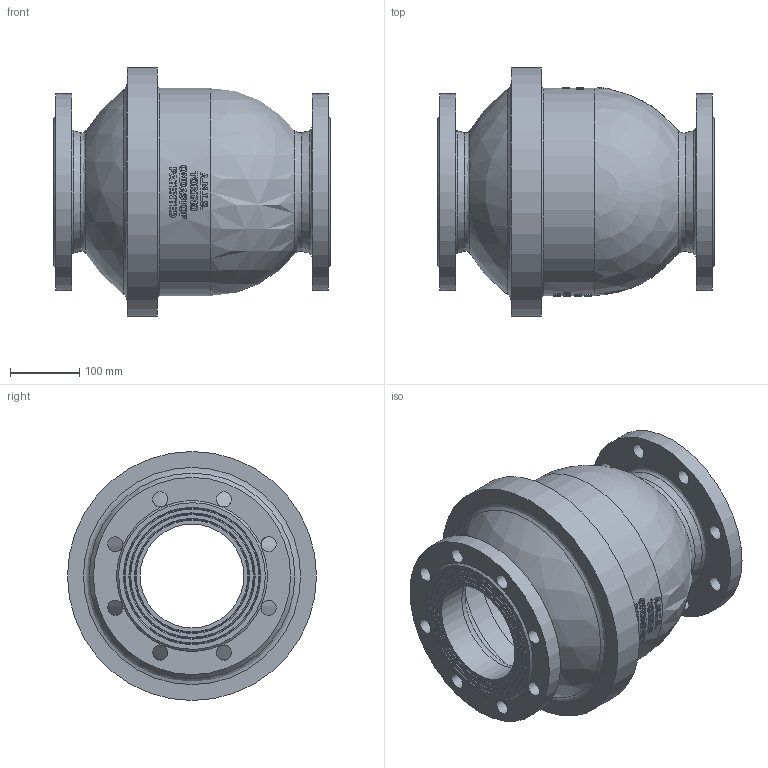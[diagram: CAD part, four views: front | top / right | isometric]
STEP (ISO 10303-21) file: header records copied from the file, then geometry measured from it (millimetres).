
FILE_DESCRIPTION((''),'2;1');
FILE_NAME('ONDASTOP DN 150 SHAPE.stp','2018-10-25T11:03:51',('BonifantiL'),(''),'Autodesk Inventor 2008','Autodesk Inventor 2008','');
FILE_SCHEMA(('AUTOMOTIVE_DESIGN { 1 0 10303 214 1 1 1 1 }'));
Length unit declared in the file: millimetre
Products named in the file (1): ONDASTOP DN 150 SHAPE
Bounding box: 400 x 360 x 360 mm (x, y, z)
Volume: 7118961.2 mm3; surface area: 945343.2 mm2
Topology: 1 solids, 1 shells, 608 faces, 1635 edges, 1082 vertices
Faces by surface type: plane 310, bspline 198, cylinder 79, cone 16, sphere 3, torus 2
Full cylindrical faces by diameter (mm): 22 x16, 150 x2, 230 x1, 280 x1, 285 x2, 300 x1, 360 x1
Entity records: 24975 total; most frequent: CARTESIAN_POINT 10929, ORIENTED_EDGE 3104, DIRECTION 2468, EDGE_CURVE 1552, VERTEX_POINT 1052, AXIS2_PLACEMENT_3D 883, EDGE_LOOP 748, VECTOR 702
